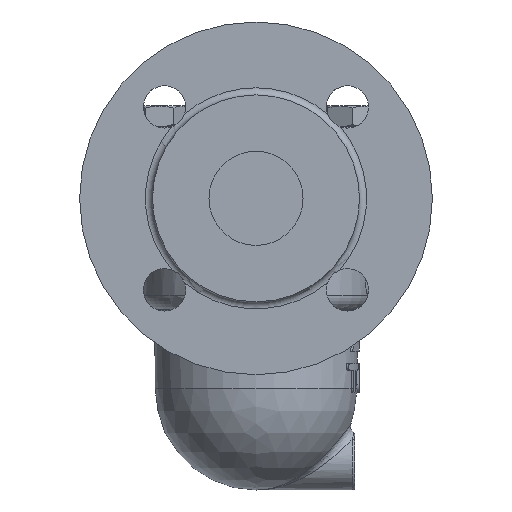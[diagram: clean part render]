
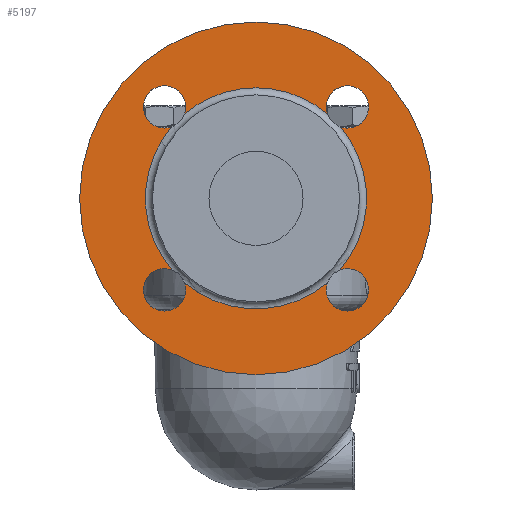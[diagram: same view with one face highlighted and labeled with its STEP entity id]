
A CAD part, left-side view. The second image highlights one B-rep face of the part: STEP entity #5197.
In plain terms, the highlighted planar face has unit normal (-1, 0, 0).
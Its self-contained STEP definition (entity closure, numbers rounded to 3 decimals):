
#237=FACE_BOUND('',#1345,.T.);
#1000=FACE_OUTER_BOUND('',#1344,.T.);
#1344=EDGE_LOOP('',(#3549));
#1345=EDGE_LOOP('',(#3550,#3551,#3552,#3553,#3554,#3555,#3556,#3557,#3558,
#3559,#3560,#3561,#3562));
#1711=CIRCLE('',#5590,47.);
#1712=CIRCLE('',#5591,47.);
#1713=CIRCLE('',#5592,47.);
#1714=CIRCLE('',#5593,47.);
#1715=CIRCLE('',#5594,47.);
#1718=CIRCLE('',#5599,75.);
#1719=CIRCLE('',#5601,9.);
#1720=CIRCLE('',#5602,9.);
#1721=CIRCLE('',#5603,9.);
#1722=CIRCLE('',#5604,9.);
#1723=CIRCLE('',#5605,9.);
#1724=CIRCLE('',#5606,9.);
#1725=CIRCLE('',#5607,9.);
#1726=CIRCLE('',#5608,9.);
#2080=VERTEX_POINT('',#8654);
#2081=VERTEX_POINT('',#8656);
#2082=VERTEX_POINT('',#8658);
#2083=VERTEX_POINT('',#8681);
#2084=VERTEX_POINT('',#8683);
#2085=VERTEX_POINT('',#8706);
#2086=VERTEX_POINT('',#8708);
#2087=VERTEX_POINT('',#8731);
#2088=VERTEX_POINT('',#8733);
#2091=VERTEX_POINT('',#8764);
#2092=VERTEX_POINT('',#8768);
#2093=VERTEX_POINT('',#8771);
#2094=VERTEX_POINT('',#8774);
#2095=VERTEX_POINT('',#8777);
#2625=EDGE_CURVE('',#2080,#2081,#1711,.T.);
#2627=EDGE_CURVE('',#2082,#2083,#1712,.T.);
#2629=EDGE_CURVE('',#2084,#2085,#1713,.T.);
#2631=EDGE_CURVE('',#2086,#2087,#1714,.T.);
#2633=EDGE_CURVE('',#2088,#2080,#1715,.T.);
#2637=EDGE_CURVE('',#2091,#2091,#1718,.T.);
#2639=EDGE_CURVE('',#2092,#2086,#1719,.T.);
#2640=EDGE_CURVE('',#2085,#2092,#1720,.T.);
#2641=EDGE_CURVE('',#2093,#2084,#1721,.T.);
#2642=EDGE_CURVE('',#2083,#2093,#1722,.T.);
#2643=EDGE_CURVE('',#2094,#2082,#1723,.T.);
#2644=EDGE_CURVE('',#2081,#2094,#1724,.T.);
#2645=EDGE_CURVE('',#2095,#2088,#1725,.T.);
#2646=EDGE_CURVE('',#2087,#2095,#1726,.T.);
#3549=ORIENTED_EDGE('',*,*,#2637,.F.);
#3550=ORIENTED_EDGE('',*,*,#2631,.F.);
#3551=ORIENTED_EDGE('',*,*,#2639,.F.);
#3552=ORIENTED_EDGE('',*,*,#2640,.F.);
#3553=ORIENTED_EDGE('',*,*,#2629,.F.);
#3554=ORIENTED_EDGE('',*,*,#2641,.F.);
#3555=ORIENTED_EDGE('',*,*,#2642,.F.);
#3556=ORIENTED_EDGE('',*,*,#2627,.F.);
#3557=ORIENTED_EDGE('',*,*,#2643,.F.);
#3558=ORIENTED_EDGE('',*,*,#2644,.F.);
#3559=ORIENTED_EDGE('',*,*,#2625,.F.);
#3560=ORIENTED_EDGE('',*,*,#2633,.F.);
#3561=ORIENTED_EDGE('',*,*,#2645,.F.);
#3562=ORIENTED_EDGE('',*,*,#2646,.F.);
#5077=PLANE('',#5600);
#5197=ADVANCED_FACE('',(#1000,#237),#5077,.F.);
#5590=AXIS2_PLACEMENT_3D('',#8657,#6301,#6302);
#5591=AXIS2_PLACEMENT_3D('',#8682,#6303,#6304);
#5592=AXIS2_PLACEMENT_3D('',#8707,#6305,#6306);
#5593=AXIS2_PLACEMENT_3D('',#8732,#6307,#6308);
#5594=AXIS2_PLACEMENT_3D('',#8756,#6309,#6310);
#5599=AXIS2_PLACEMENT_3D('',#8765,#6320,#6321);
#5600=AXIS2_PLACEMENT_3D('',#8767,#6323,#6324);
#5601=AXIS2_PLACEMENT_3D('',#8769,#6325,#6326);
#5602=AXIS2_PLACEMENT_3D('',#8770,#6327,#6328);
#5603=AXIS2_PLACEMENT_3D('',#8772,#6329,#6330);
#5604=AXIS2_PLACEMENT_3D('',#8773,#6331,#6332);
#5605=AXIS2_PLACEMENT_3D('',#8775,#6333,#6334);
#5606=AXIS2_PLACEMENT_3D('',#8776,#6335,#6336);
#5607=AXIS2_PLACEMENT_3D('',#8778,#6337,#6338);
#5608=AXIS2_PLACEMENT_3D('',#8779,#6339,#6340);
#6301=DIRECTION('center_axis',(-1.,0.,0.));
#6302=DIRECTION('ref_axis',(0.,0.,-1.));
#6303=DIRECTION('center_axis',(-1.,0.,0.));
#6304=DIRECTION('ref_axis',(0.,0.,-1.));
#6305=DIRECTION('center_axis',(-1.,0.,0.));
#6306=DIRECTION('ref_axis',(0.,0.,-1.));
#6307=DIRECTION('center_axis',(-1.,0.,0.));
#6308=DIRECTION('ref_axis',(0.,0.,-1.));
#6309=DIRECTION('center_axis',(-1.,0.,0.));
#6310=DIRECTION('ref_axis',(0.,0.,-1.));
#6320=DIRECTION('center_axis',(1.,0.,0.));
#6321=DIRECTION('ref_axis',(0.,0.,1.));
#6323=DIRECTION('center_axis',(1.,0.,0.));
#6324=DIRECTION('ref_axis',(0.,0.,-1.));
#6325=DIRECTION('center_axis',(-1.,0.,0.));
#6326=DIRECTION('ref_axis',(0.,-1.,0.));
#6327=DIRECTION('center_axis',(-1.,0.,0.));
#6328=DIRECTION('ref_axis',(0.,-1.,0.));
#6329=DIRECTION('center_axis',(-1.,0.,0.));
#6330=DIRECTION('ref_axis',(0.,0.,-1.));
#6331=DIRECTION('center_axis',(-1.,0.,0.));
#6332=DIRECTION('ref_axis',(0.,0.,-1.));
#6333=DIRECTION('center_axis',(-1.,0.,0.));
#6334=DIRECTION('ref_axis',(0.,1.,0.));
#6335=DIRECTION('center_axis',(-1.,0.,0.));
#6336=DIRECTION('ref_axis',(0.,1.,0.));
#6337=DIRECTION('center_axis',(-1.,0.,0.));
#6338=DIRECTION('ref_axis',(0.,0.,1.));
#6339=DIRECTION('center_axis',(-1.,0.,0.));
#6340=DIRECTION('ref_axis',(0.,0.,1.));
#8654=CARTESIAN_POINT('',(-115.,0.,47.));
#8656=CARTESIAN_POINT('',(-115.,30.432,35.818));
#8657=CARTESIAN_POINT('Origin',(-115.,0.,0.));
#8658=CARTESIAN_POINT('',(-115.,35.818,30.432));
#8681=CARTESIAN_POINT('',(-115.,35.818,-30.432));
#8682=CARTESIAN_POINT('Origin',(-115.,0.,0.));
#8683=CARTESIAN_POINT('',(-115.,30.432,-35.818));
#8706=CARTESIAN_POINT('',(-115.,-30.432,-35.818));
#8707=CARTESIAN_POINT('Origin',(-115.,0.,0.));
#8708=CARTESIAN_POINT('',(-115.,-35.818,-30.432));
#8731=CARTESIAN_POINT('',(-115.,-35.818,30.432));
#8732=CARTESIAN_POINT('Origin',(-115.,0.,0.));
#8733=CARTESIAN_POINT('',(-115.,-30.432,35.818));
#8756=CARTESIAN_POINT('Origin',(-115.,0.,0.));
#8764=CARTESIAN_POINT('',(-115.,0.,-75.));
#8765=CARTESIAN_POINT('Origin',(-115.,0.,0.));
#8767=CARTESIAN_POINT('Origin',(-115.,0.,44.));
#8768=CARTESIAN_POINT('',(-115.,-29.891,-38.891));
#8769=CARTESIAN_POINT('Origin',(-115.,-38.891,-38.891));
#8770=CARTESIAN_POINT('Origin',(-115.,-38.891,-38.891));
#8771=CARTESIAN_POINT('',(-115.,38.891,-29.891));
#8772=CARTESIAN_POINT('Origin',(-115.,38.891,-38.891));
#8773=CARTESIAN_POINT('Origin',(-115.,38.891,-38.891));
#8774=CARTESIAN_POINT('',(-115.,29.891,38.891));
#8775=CARTESIAN_POINT('Origin',(-115.,38.891,38.891));
#8776=CARTESIAN_POINT('Origin',(-115.,38.891,38.891));
#8777=CARTESIAN_POINT('',(-115.,-38.891,29.891));
#8778=CARTESIAN_POINT('Origin',(-115.,-38.891,38.891));
#8779=CARTESIAN_POINT('Origin',(-115.,-38.891,38.891));
